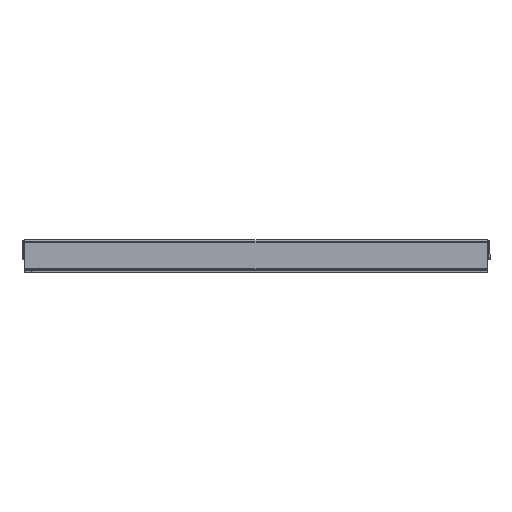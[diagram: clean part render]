
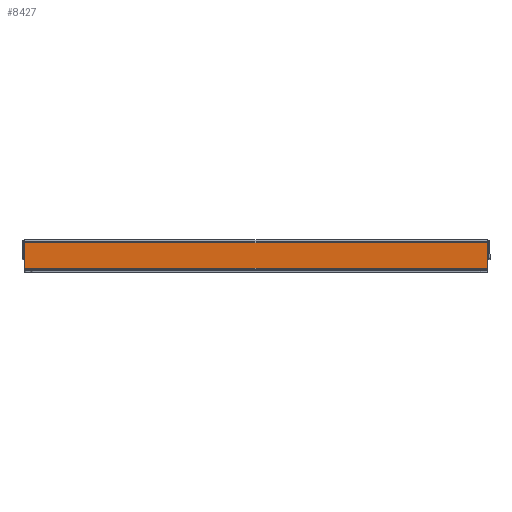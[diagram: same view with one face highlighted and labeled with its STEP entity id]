
A CAD part, top view. The second image highlights one B-rep face of the part: STEP entity #8427.
In plain terms, the highlighted planar face has unit normal (0, 0, 1).
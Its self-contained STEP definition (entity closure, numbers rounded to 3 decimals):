
#439 = EDGE_LOOP ( 'NONE', ( #9795, #3573, #5291, #5616 ) ) ;
#977 = CARTESIAN_POINT ( 'NONE',  ( -246., -1.5, 349. ) ) ;
#1291 = CARTESIAN_POINT ( 'NONE',  ( 246., -30., 349. ) ) ;
#1556 = EDGE_CURVE ( 'NONE', #2237, #6240, #3040, .T. ) ;
#1797 = DIRECTION ( 'NONE',  ( 0., 0., 1. ) ) ;
#1887 = VERTEX_POINT ( 'NONE', #7191 ) ;
#2237 = VERTEX_POINT ( 'NONE', #6103 ) ;
#2297 = VERTEX_POINT ( 'NONE', #4950 ) ;
#2301 = VECTOR ( 'NONE', #7147, 1000. ) ;
#2368 = DIRECTION ( 'NONE',  ( 0., -1., 0. ) ) ;
#2419 = EDGE_CURVE ( 'NONE', #2237, #1887, #10545, .T. ) ;
#2818 = DIRECTION ( 'NONE',  ( 0., -1., 0. ) ) ;
#3029 = CARTESIAN_POINT ( 'NONE',  ( -246., -30., 349. ) ) ;
#3040 = LINE ( 'NONE', #7156, #5962 ) ;
#3106 = DIRECTION ( 'NONE',  ( -1., 0., 0. ) ) ;
#3168 = VECTOR ( 'NONE', #2368, 1000. ) ;
#3573 = ORIENTED_EDGE ( 'NONE', *, *, #1556, .T. ) ;
#3843 = LINE ( 'NONE', #3029, #2301 ) ;
#4352 = EDGE_CURVE ( 'NONE', #1887, #2297, #3843, .T. ) ;
#4950 = CARTESIAN_POINT ( 'NONE',  ( -246., -30., 349. ) ) ;
#5291 = ORIENTED_EDGE ( 'NONE', *, *, #5312, .F. ) ;
#5312 = EDGE_CURVE ( 'NONE', #2297, #6240, #11231, .T. ) ;
#5616 = ORIENTED_EDGE ( 'NONE', *, *, #4352, .F. ) ;
#5962 = VECTOR ( 'NONE', #3106, 1000. ) ;
#6103 = CARTESIAN_POINT ( 'NONE',  ( 246., -3., 349. ) ) ;
#6240 = VERTEX_POINT ( 'NONE', #6604 ) ;
#6604 = CARTESIAN_POINT ( 'NONE',  ( -246., -3., 349. ) ) ;
#7147 = DIRECTION ( 'NONE',  ( -1., 0., 0. ) ) ;
#7156 = CARTESIAN_POINT ( 'NONE',  ( 0., -3., 349. ) ) ;
#7191 = CARTESIAN_POINT ( 'NONE',  ( 246., -30., 349. ) ) ;
#8004 = CARTESIAN_POINT ( 'NONE',  ( 0., 0., 349. ) ) ;
#8073 = PLANE ( 'NONE',  #9397 ) ;
#8427 = ADVANCED_FACE ( 'NONE', ( #9085 ), #8073, .T. ) ;
#9085 = FACE_OUTER_BOUND ( 'NONE', #439, .T. ) ;
#9332 = DIRECTION ( 'NONE',  ( 0., 1., 0. ) ) ;
#9397 = AXIS2_PLACEMENT_3D ( 'NONE', #8004, #1797, #2818 ) ;
#9795 = ORIENTED_EDGE ( 'NONE', *, *, #2419, .F. ) ;
#10545 = LINE ( 'NONE', #1291, #3168 ) ;
#11231 = LINE ( 'NONE', #977, #11308 ) ;
#11308 = VECTOR ( 'NONE', #9332, 1000. ) ;
